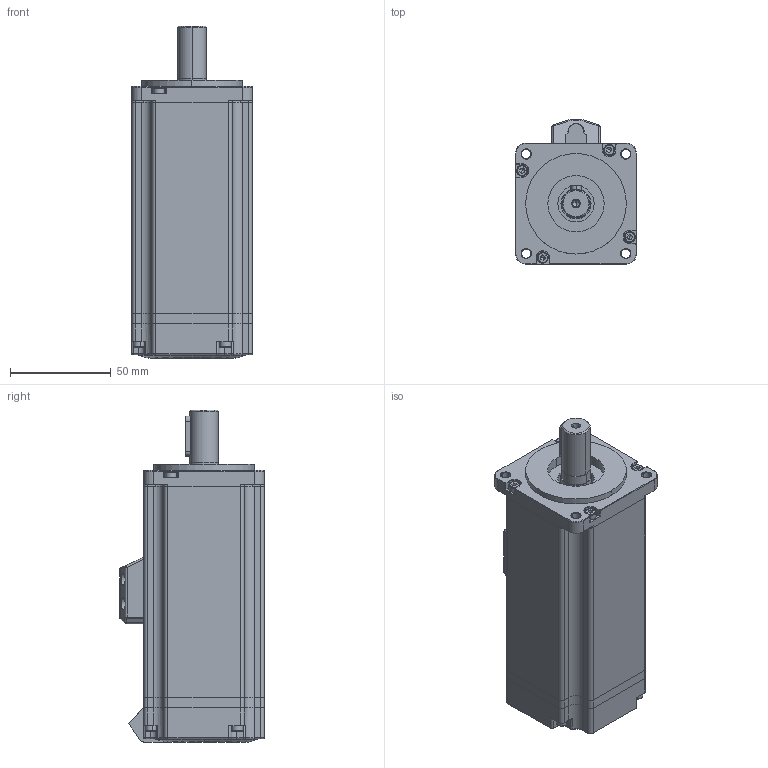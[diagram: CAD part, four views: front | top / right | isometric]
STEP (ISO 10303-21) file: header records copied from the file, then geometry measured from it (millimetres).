
FILE_DESCRIPTION (( 'STEP AP203' ), '1' );
FILE_NAME ('60JASM504230K-M17BCT-SC.STEP', '2020-05-21T08:24:04', ( 'USER-' ), ( 'MS' ), 'SwSTEP 2.0', 'SolidWorks 2018', '' );
FILE_SCHEMA (( 'CONFIG_CONTROL_DESIGN' ));
Length unit declared in the file: millimetre
Products named in the file (10): 压线栓（单线120°）33x24x12; hexagon socket head cap screws gb_GB_FASTENER_SCREWS_HSHCS M2X6-N; 60JASM504230K-M17BCT-SC; 60JASM前端盖8mm(宽40); 60JASM机身105mm（宽40mm）; 耳14x26X14.2X15X30翋粣; 60JASM狟裔5mm(遵40mm)善R褒; 5x20邧埴瑩-湍蹟佪謂; 60伺服电机底端盖17mm(宽40mm); hexagon socket head cap screws gb_GB_FASTENER_SCREWS_HSHCS M3X10-N
Assembly tree (19 placements, depth 2):
  60JASM504230K-M17BCT-SC
    60JASM机身105mm（宽40mm）
    60JASM狟裔5mm(遵40mm)善R褒
    60伺服电机底端盖17mm(宽40mm)
    60JASM前端盖8mm(宽40)
    耳14x26X14.2X15X30翋粣
    5x20邧埴瑩-湍蹟佪謂
    hexagon socket head cap screws gb_GB_FASTENER_SCREWS_HSHCS M3X10-N  x8
    压线栓（单线120°）33x24x12
    hexagon socket head cap screws gb_GB_FASTENER_SCREWS_HSHCS M2X6-N  x4
Bounding box: 60 x 72 x 165 mm (x, y, z)
Volume: 313835.3 mm3; surface area: 80834.6 mm2
Topology: 19 solids, 19 shells, 872 faces, 2110 edges, 1292 vertices
Faces by surface type: plane 364, cylinder 317, cone 81, torus 68, bspline 42
Entity records: 21493 total; most frequent: CARTESIAN_POINT 5373, DIRECTION 3158, ORIENTED_EDGE 3084, EDGE_CURVE 1542, AXIS2_PLACEMENT_3D 1187, VERTEX_POINT 962, VECTOR 784, LINE 784
